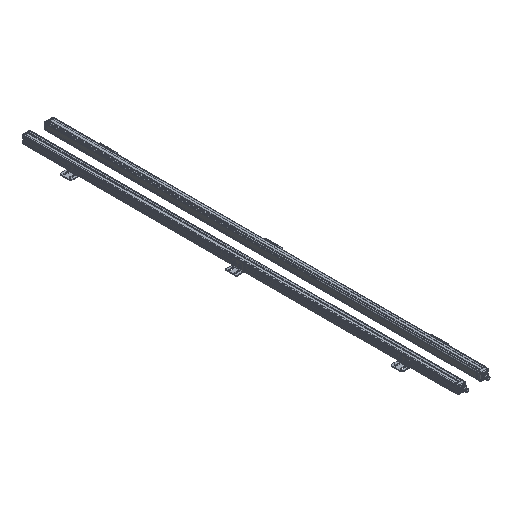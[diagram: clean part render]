
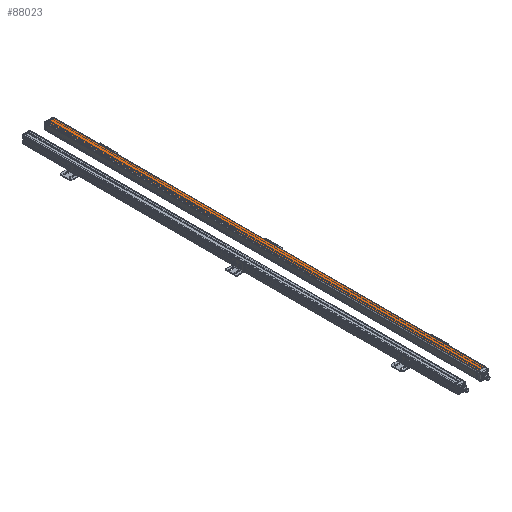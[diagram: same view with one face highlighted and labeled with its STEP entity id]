
A CAD part, isometric view. The second image highlights one B-rep face of the part: STEP entity #88023.
In plain terms, the highlighted planar face has unit normal (0, 0, 1).
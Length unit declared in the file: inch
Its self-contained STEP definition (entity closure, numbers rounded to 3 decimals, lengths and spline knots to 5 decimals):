
#1973 = EDGE_CURVE ( 'NONE', #29450, #35632, #32370, .T. ) ;
#1990 = CARTESIAN_POINT ( 'NONE',  ( 3.85282, 3.66523, 0.35007 ) ) ;
#4508 = CARTESIAN_POINT ( 'NONE',  ( 3.85282, 1.69673, 0.35007 ) ) ;
#16954 = CARTESIAN_POINT ( 'NONE',  ( 3.85282, 61.83452, 0.35007 ) ) ;
#21589 = DIRECTION ( 'NONE',  ( 0., 0., 1. ) ) ;
#24162 = CARTESIAN_POINT ( 'NONE',  ( 2.90768, 61.83452, 0.35007 ) ) ;
#24314 = CARTESIAN_POINT ( 'NONE',  ( 2.90768, 1.69673, 0.35007 ) ) ;
#26944 = LINE ( 'NONE', #33753, #36153 ) ;
#29450 = VERTEX_POINT ( 'NONE', #4508 ) ;
#31310 = VERTEX_POINT ( 'NONE', #24314 ) ;
#32370 = LINE ( 'NONE', #78694, #82061 ) ;
#33753 = CARTESIAN_POINT ( 'NONE',  ( 2.90768, 3.66523, 0.35007 ) ) ;
#35632 = VERTEX_POINT ( 'NONE', #56789 ) ;
#36153 = VECTOR ( 'NONE', #62753, 39.37008 ) ;
#36538 = PLANE ( 'NONE',  #39920 ) ;
#36663 = LINE ( 'NONE', #42164, #61785 ) ;
#39920 = AXIS2_PLACEMENT_3D ( 'NONE', #1990, #21589, #76954 ) ;
#41936 = ORIENTED_EDGE ( 'NONE', *, *, #65879, .T. ) ;
#42164 = CARTESIAN_POINT ( 'NONE',  ( 3.85282, 1.69673, 0.35007 ) ) ;
#42781 = EDGE_LOOP ( 'NONE', ( #54974, #41936, #74906, #62568 ) ) ;
#44801 = EDGE_CURVE ( 'NONE', #31310, #29450, #36663, .T. ) ;
#54974 = ORIENTED_EDGE ( 'NONE', *, *, #1973, .T. ) ;
#56789 = CARTESIAN_POINT ( 'NONE',  ( 3.85282, 61.83452, 0.35007 ) ) ;
#57809 = LINE ( 'NONE', #16954, #61065 ) ;
#59607 = DIRECTION ( 'NONE',  ( 0., 1., 0. ) ) ;
#61065 = VECTOR ( 'NONE', #85497, 39.37008 ) ;
#61785 = VECTOR ( 'NONE', #77956, 39.37008 ) ;
#62414 = EDGE_CURVE ( 'NONE', #79679, #31310, #26944, .T. ) ;
#62568 = ORIENTED_EDGE ( 'NONE', *, *, #44801, .T. ) ;
#62753 = DIRECTION ( 'NONE',  ( 0., -1., 0. ) ) ;
#65879 = EDGE_CURVE ( 'NONE', #35632, #79679, #57809, .T. ) ;
#71035 = FACE_OUTER_BOUND ( 'NONE', #42781, .T. ) ;
#74906 = ORIENTED_EDGE ( 'NONE', *, *, #62414, .T. ) ;
#76954 = DIRECTION ( 'NONE',  ( 1., 0., 0. ) ) ;
#77956 = DIRECTION ( 'NONE',  ( 1., 0., 0. ) ) ;
#78694 = CARTESIAN_POINT ( 'NONE',  ( 3.85282, 3.66523, 0.35007 ) ) ;
#79679 = VERTEX_POINT ( 'NONE', #24162 ) ;
#82061 = VECTOR ( 'NONE', #59607, 39.37008 ) ;
#85497 = DIRECTION ( 'NONE',  ( -1., 0., 0. ) ) ;
#88023 = ADVANCED_FACE ( 'NONE', ( #71035 ), #36538, .T. ) ;
